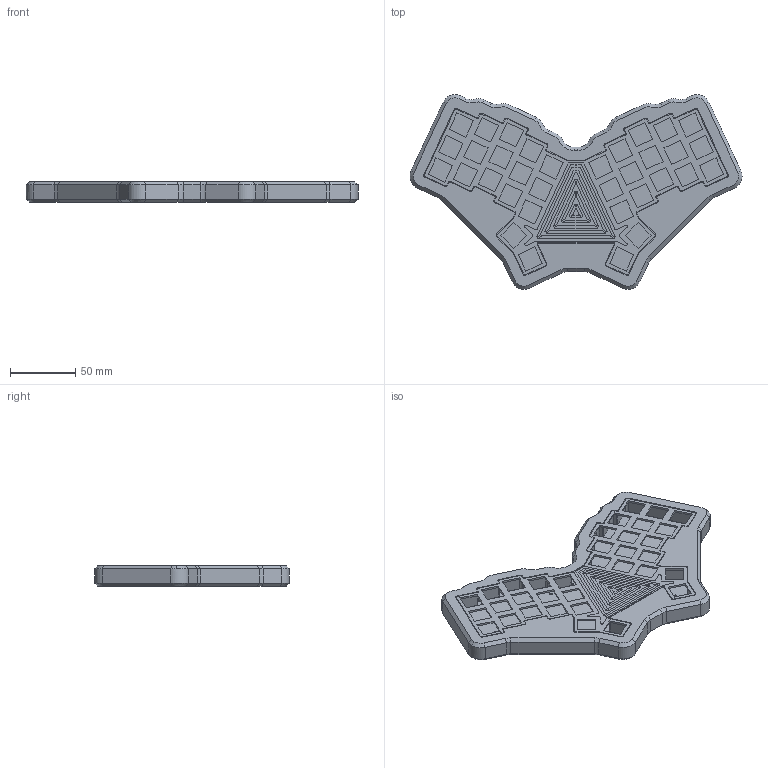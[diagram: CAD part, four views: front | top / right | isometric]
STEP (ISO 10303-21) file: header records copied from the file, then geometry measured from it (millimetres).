
FILE_DESCRIPTION(('HOOPS Exchange Step'),'2;1');
FILE_NAME('temp_export','2024-06-04T19:49:21-04:00',('jscotto'),('Shapr3D Limited'),'HOOPS Exchange 2024.2','Shapr3D','Authorized');
FILE_SCHEMA( ('AUTOMOTIVE_DESIGN { 1 0 10303 214 1 1 1 1 }') );
Length unit declared in the file: millimetre
Products named in the file (2): Plate; 3x5 (Thick Bezel)
Assembly tree (1 placements, depth 2):
  3x5 (Thick Bezel)
    Plate
Bounding box: 255 x 149.46 x 15.8 mm (x, y, z)
Volume: 200368 mm3; surface area: 94075.6 mm2
Topology: 3 solids, 3 shells, 903 faces, 2545 edges, 1662 vertices
Faces by surface type: plane 484, cylinder 350, cone 69
Full cylindrical faces by diameter (mm): 2.2 x8
Entity records: 29759 total; most frequent: CARTESIAN_POINT 5412, DIRECTION 5127, ORIENTED_EDGE 5090, EDGE_CURVE 2545, VECTOR 1753, LINE 1753, AXIS2_PLACEMENT_3D 1687, VERTEX_POINT 1662
